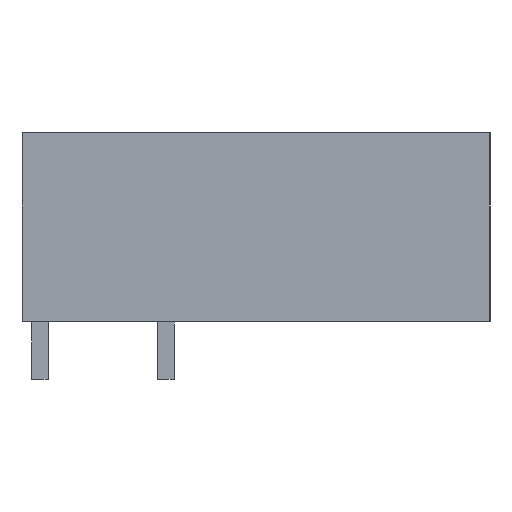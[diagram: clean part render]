
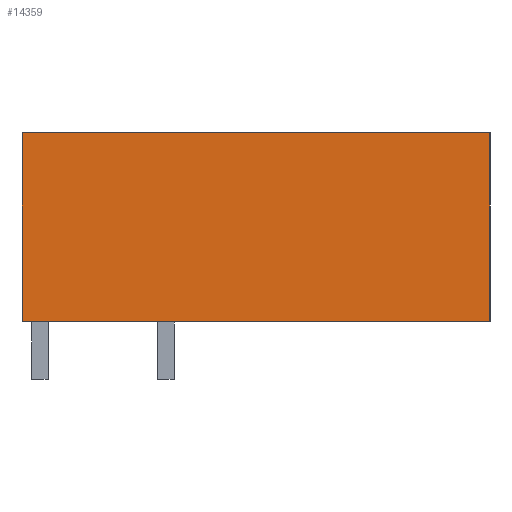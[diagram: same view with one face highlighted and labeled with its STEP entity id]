
A CAD part, left-side view. The second image highlights one B-rep face of the part: STEP entity #14359.
In plain terms, the highlighted planar face has unit normal (-1, 0, 0).
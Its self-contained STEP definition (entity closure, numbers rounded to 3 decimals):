
#14351=AXIS2_PLACEMENT_3D('Plane Axis2P3D',#14348,#14349,#14350) ;
#1230=CARTESIAN_POINT('Vertex',(0.,28.3,3.5)) ;
#1233=CARTESIAN_POINT('Line Origine',(0.,28.3,9.2)) ;
#1237=CARTESIAN_POINT('Vertex',(0.,28.3,14.9)) ;
#1495=CARTESIAN_POINT('Line Origine',(0.,14.15,14.9)) ;
#1499=CARTESIAN_POINT('Vertex',(0.,0.,14.9)) ;
#3133=CARTESIAN_POINT('Vertex',(0.,0.,3.5)) ;
#3289=CARTESIAN_POINT('Line Origine',(0.,0.,9.2)) ;
#4073=CARTESIAN_POINT('Line Origine',(0.,14.15,3.5)) ;
#14348=CARTESIAN_POINT('Axis2P3D Location',(0.,0.,14.9)) ;
#1234=DIRECTION('Vector Direction',(0.,0.,-1.)) ;
#1496=DIRECTION('Vector Direction',(0.,1.,0.)) ;
#3290=DIRECTION('Vector Direction',(0.,0.,-1.)) ;
#4074=DIRECTION('Vector Direction',(0.,1.,0.)) ;
#14349=DIRECTION('Axis2P3D Direction',(1.,-0.,0.)) ;
#14350=DIRECTION('Axis2P3D XDirection',(0.,0.,-1.)) ;
#1235=VECTOR('Line Direction',#1234,1.) ;
#1497=VECTOR('Line Direction',#1496,1.) ;
#3291=VECTOR('Line Direction',#3290,1.) ;
#4075=VECTOR('Line Direction',#4074,1.) ;
#14354=ORIENTED_EDGE('',*,*,#3293,.F.) ;
#14355=ORIENTED_EDGE('',*,*,#1501,.T.) ;
#14356=ORIENTED_EDGE('',*,*,#1239,.T.) ;
#14357=ORIENTED_EDGE('',*,*,#4077,.F.) ;
#14359=ADVANCED_FACE('housing',(#14358),#14352,.F.) ;
#1239=EDGE_CURVE('',#1238,#1231,#1236,.T.) ;
#1501=EDGE_CURVE('',#1500,#1238,#1498,.T.) ;
#3293=EDGE_CURVE('',#1500,#3134,#3292,.T.) ;
#4077=EDGE_CURVE('',#3134,#1231,#4076,.T.) ;
#14353=EDGE_LOOP('',(#14354,#14355,#14356,#14357)) ;
#14358=FACE_OUTER_BOUND('',#14353,.T.) ;
#1236=LINE('Line',#1233,#1235) ;
#1498=LINE('Line',#1495,#1497) ;
#3292=LINE('Line',#3289,#3291) ;
#4076=LINE('Line',#4073,#4075) ;
#14352=PLANE('',#14351) ;
#1231=VERTEX_POINT('',#1230) ;
#1238=VERTEX_POINT('',#1237) ;
#1500=VERTEX_POINT('',#1499) ;
#3134=VERTEX_POINT('',#3133) ;
